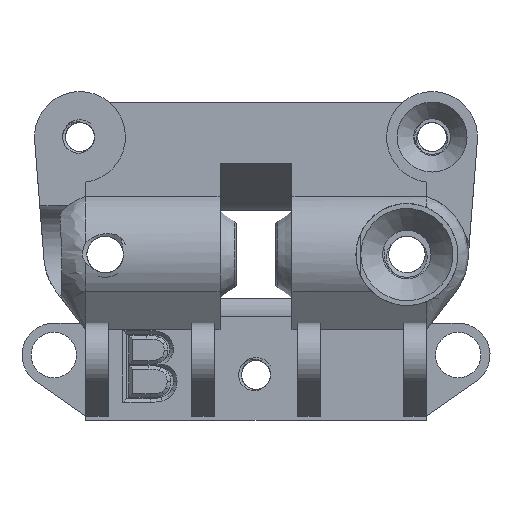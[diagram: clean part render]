
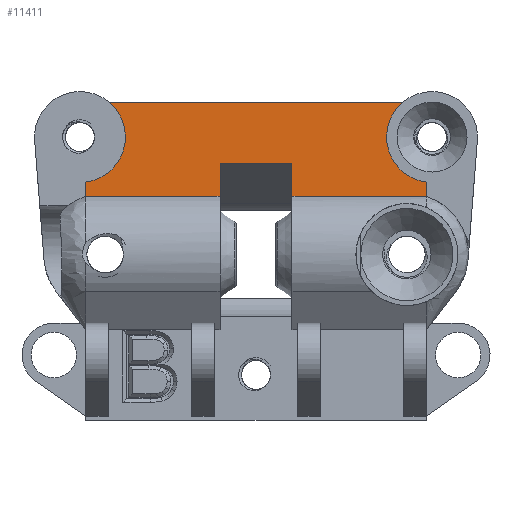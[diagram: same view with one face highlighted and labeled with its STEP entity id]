
A CAD part, left-side view. The second image highlights one B-rep face of the part: STEP entity #11411.
In plain terms, the highlighted planar face has unit normal (-1, 0, 0).
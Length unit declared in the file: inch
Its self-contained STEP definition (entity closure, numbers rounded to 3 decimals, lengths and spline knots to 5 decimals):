
#304=PLANE('',#12221);
#957=FACE_OUTER_BOUND('',#1623,.T.);
#1623=EDGE_LOOP('',(#10011,#10012,#10013,#10014,#10015,#10016,#10017,#10018,
#10019,#10020));
#2681=CIRCLE('',#12208,0.25);
#2685=CIRCLE('',#12220,0.25);
#3305=LINE('',#27136,#4055);
#3329=LINE('',#28753,#4079);
#3354=LINE('',#29546,#4104);
#3360=LINE('',#29556,#4110);
#3375=LINE('',#29588,#4125);
#3383=LINE('',#29608,#4133);
#3384=LINE('',#29610,#4134);
#3385=LINE('',#29611,#4135);
#4055=VECTOR('',#14175,0.3937);
#4079=VECTOR('',#14287,0.3937);
#4104=VECTOR('',#14354,0.3937);
#4110=VECTOR('',#14362,0.3937);
#4125=VECTOR('',#14399,0.3937);
#4133=VECTOR('',#14425,0.3937);
#4134=VECTOR('',#14426,0.3937);
#4135=VECTOR('',#14427,0.3937);
#5206=VERTEX_POINT('',#26334);
#5230=VERTEX_POINT('',#27133);
#5231=VERTEX_POINT('',#27135);
#5290=VERTEX_POINT('',#28751);
#5310=VERTEX_POINT('',#29543);
#5311=VERTEX_POINT('',#29545);
#5314=VERTEX_POINT('',#29555);
#5320=VERTEX_POINT('',#29586);
#5323=VERTEX_POINT('',#29607);
#5324=VERTEX_POINT('',#29609);
#6817=EDGE_CURVE('',#5231,#5230,#3305,.T.);
#6918=EDGE_CURVE('',#5206,#5290,#3329,.T.);
#6956=EDGE_CURVE('',#5310,#5311,#3354,.T.);
#6962=EDGE_CURVE('',#5206,#5314,#3360,.T.);
#6975=EDGE_CURVE('',#5310,#5314,#2681,.T.);
#6980=EDGE_CURVE('',#5230,#5320,#3375,.T.);
#6990=EDGE_CURVE('',#5320,#5311,#2685,.T.);
#6991=EDGE_CURVE('',#5290,#5323,#3383,.T.);
#6992=EDGE_CURVE('',#5323,#5324,#3384,.T.);
#6993=EDGE_CURVE('',#5324,#5231,#3385,.T.);
#10011=ORIENTED_EDGE('',*,*,#6975,.T.);
#10012=ORIENTED_EDGE('',*,*,#6962,.F.);
#10013=ORIENTED_EDGE('',*,*,#6918,.T.);
#10014=ORIENTED_EDGE('',*,*,#6991,.T.);
#10015=ORIENTED_EDGE('',*,*,#6992,.T.);
#10016=ORIENTED_EDGE('',*,*,#6993,.T.);
#10017=ORIENTED_EDGE('',*,*,#6817,.T.);
#10018=ORIENTED_EDGE('',*,*,#6980,.T.);
#10019=ORIENTED_EDGE('',*,*,#6990,.T.);
#10020=ORIENTED_EDGE('',*,*,#6956,.F.);
#11411=ADVANCED_FACE('',(#957),#304,.T.);
#12208=AXIS2_PLACEMENT_3D('',#29578,#14386,#14387);
#12220=AXIS2_PLACEMENT_3D('',#29605,#14421,#14422);
#12221=AXIS2_PLACEMENT_3D('',#29606,#14423,#14424);
#14175=DIRECTION('',(0.,-1.,0.));
#14287=DIRECTION('',(0.,-1.,0.));
#14354=DIRECTION('',(0.,-1.,0.));
#14362=DIRECTION('',(0.,0.,1.));
#14386=DIRECTION('center_axis',(1.,0.,0.));
#14387=DIRECTION('ref_axis',(0.,1.,0.));
#14399=DIRECTION('',(0.,0.,1.));
#14421=DIRECTION('center_axis',(1.,0.,0.));
#14422=DIRECTION('ref_axis',(0.,-1.,0.));
#14423=DIRECTION('center_axis',(-1.,0.,0.));
#14424=DIRECTION('ref_axis',(0.,1.,0.));
#14425=DIRECTION('',(0.,0.,1.));
#14426=DIRECTION('',(0.,-1.,0.));
#14427=DIRECTION('',(0.,0.,-1.));
#26334=CARTESIAN_POINT('',(-0.9375,0.9375,21.23242));
#27133=CARTESIAN_POINT('',(-0.9375,-0.9375,21.23242));
#27135=CARTESIAN_POINT('',(-0.9375,-0.198,21.23242));
#27136=CARTESIAN_POINT('',(-0.9375,-0.198,21.23242));
#28751=CARTESIAN_POINT('',(-0.9375,0.198,21.23242));
#28753=CARTESIAN_POINT('',(-0.9375,0.198,21.23242));
#29543=CARTESIAN_POINT('',(-0.9375,0.8073,21.75));
#29545=CARTESIAN_POINT('',(-0.9375,-0.8073,21.75));
#29546=CARTESIAN_POINT('',(-0.9375,-0.9375,21.75));
#29555=CARTESIAN_POINT('',(-0.9375,0.9375,21.31094));
#29556=CARTESIAN_POINT('',(-0.9375,0.9375,20.5));
#29578=CARTESIAN_POINT('Origin',(-0.9375,0.96861,21.559));
#29586=CARTESIAN_POINT('',(-0.9375,-0.9375,21.31094));
#29588=CARTESIAN_POINT('',(-0.9375,-0.9375,20.5));
#29605=CARTESIAN_POINT('Origin',(-0.9375,-0.96861,21.559));
#29606=CARTESIAN_POINT('Origin',(-0.9375,-0.9375,20.5));
#29607=CARTESIAN_POINT('',(-0.9375,0.198,21.41365));
#29608=CARTESIAN_POINT('',(-0.9375,0.198,20.78492));
#29609=CARTESIAN_POINT('',(-0.9375,-0.198,21.41365));
#29610=CARTESIAN_POINT('',(-0.9375,-0.46875,21.41365));
#29611=CARTESIAN_POINT('',(-0.9375,-0.198,20.78492));
